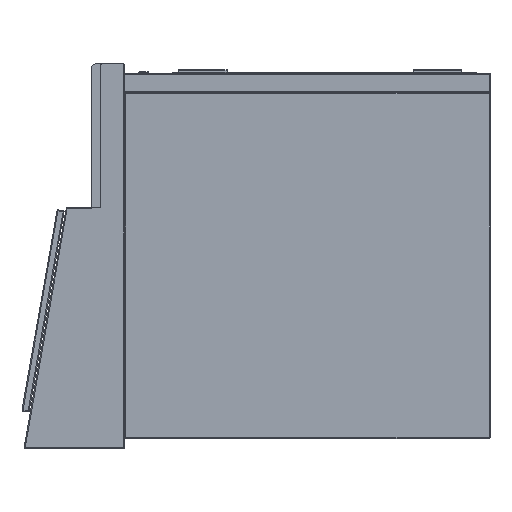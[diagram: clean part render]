
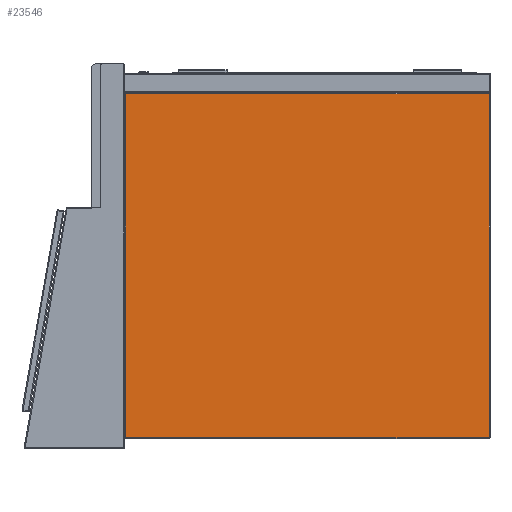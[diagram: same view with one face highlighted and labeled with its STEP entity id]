
A CAD part, left-side view. The second image highlights one B-rep face of the part: STEP entity #23546.
In plain terms, the highlighted planar face has unit normal (-1, 0, 0).
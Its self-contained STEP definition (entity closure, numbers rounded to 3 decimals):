
#917 = EDGE_CURVE ( 'NONE', #10924, #16340, #12957, .T. ) ;
#1184 = ORIENTED_EDGE ( 'NONE', *, *, #3890, .T. ) ;
#1233 = ORIENTED_EDGE ( 'NONE', *, *, #14558, .T. ) ;
#2055 = ORIENTED_EDGE ( 'NONE', *, *, #917, .T. ) ;
#3683 = LINE ( 'NONE', #25401, #3809 ) ;
#3737 = CARTESIAN_POINT ( 'NONE',  ( -660., -380., -760. ) ) ;
#3809 = VECTOR ( 'NONE', #4271, 1000. ) ;
#3890 = EDGE_CURVE ( 'NONE', #35546, #7480, #20183, .T. ) ;
#3941 = CARTESIAN_POINT ( 'NONE',  ( -660., 378., -758. ) ) ;
#4206 = CARTESIAN_POINT ( 'NONE',  ( -660., 380., -42. ) ) ;
#4271 = DIRECTION ( 'NONE',  ( 0., 0., 1. ) ) ;
#7480 = VERTEX_POINT ( 'NONE', #19260 ) ;
#7858 = CARTESIAN_POINT ( 'NONE',  ( -660., -378., -42. ) ) ;
#9579 = VECTOR ( 'NONE', #35905, 1000. ) ;
#9732 = EDGE_CURVE ( 'NONE', #7480, #10924, #3683, .T. ) ;
#10924 = VERTEX_POINT ( 'NONE', #7858 ) ;
#12957 = LINE ( 'NONE', #4206, #28516 ) ;
#14118 = DIRECTION ( 'NONE',  ( 0., -1., 0. ) ) ;
#14558 = EDGE_CURVE ( 'NONE', #16340, #35546, #39143, .T. ) ;
#16340 = VERTEX_POINT ( 'NONE', #39241 ) ;
#18291 = AXIS2_PLACEMENT_3D ( 'NONE', #3737, #31333, #34561 ) ;
#18981 = PLANE ( 'NONE',  #18291 ) ;
#19260 = CARTESIAN_POINT ( 'NONE',  ( -660., -378., -758. ) ) ;
#20183 = LINE ( 'NONE', #39235, #37761 ) ;
#21978 = EDGE_LOOP ( 'NONE', ( #30449, #2055, #1233, #1184 ) ) ;
#22215 = FACE_OUTER_BOUND ( 'NONE', #21978, .T. ) ;
#23330 = CARTESIAN_POINT ( 'NONE',  ( -660., 378., -760. ) ) ;
#23546 = ADVANCED_FACE ( 'Fl�che7', ( #22215 ), #18981, .T. ) ;
#25401 = CARTESIAN_POINT ( 'NONE',  ( -660., -378., -760. ) ) ;
#28516 = VECTOR ( 'NONE', #37688, 1000. ) ;
#30449 = ORIENTED_EDGE ( 'NONE', *, *, #9732, .T. ) ;
#31333 = DIRECTION ( 'NONE',  ( -1., 0., 0. ) ) ;
#34561 = DIRECTION ( 'NONE',  ( 0., 0., 1. ) ) ;
#35546 = VERTEX_POINT ( 'NONE', #3941 ) ;
#35905 = DIRECTION ( 'NONE',  ( 0., 0., -1. ) ) ;
#37688 = DIRECTION ( 'NONE',  ( 0., 1., 0. ) ) ;
#37761 = VECTOR ( 'NONE', #14118, 1000. ) ;
#39143 = LINE ( 'NONE', #23330, #9579 ) ;
#39235 = CARTESIAN_POINT ( 'NONE',  ( -660., -380., -758. ) ) ;
#39241 = CARTESIAN_POINT ( 'NONE',  ( -660., 378., -42. ) ) ;
